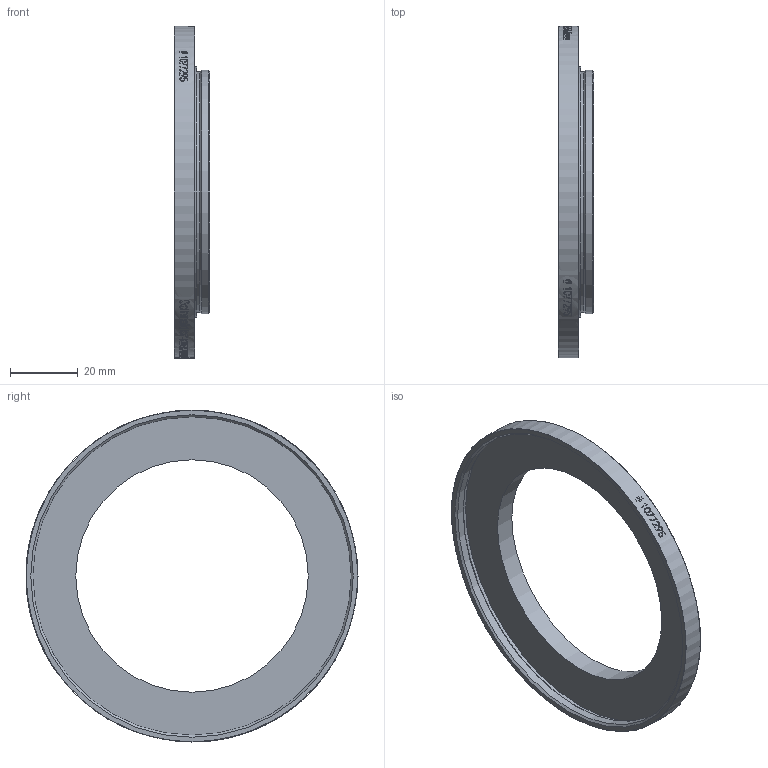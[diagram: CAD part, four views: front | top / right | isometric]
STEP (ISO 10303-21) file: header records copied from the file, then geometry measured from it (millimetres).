
FILE_DESCRIPTION(/* description */ (''),/* implementation_level */ '2;1');
FILE_NAME(/* name */ '1077295_00166529_001.stp',/* time_stamp */ '2022-04-27T14:17:01+02:00',/* author */ (''),/* organization */ (''),/* preprocessor_version */ 'ST-DEVELOPER v16',/* originating_system */ 'SIEMENS PLM Software NX 10.0',/* authorisation */ '');
FILE_SCHEMA (('AP203_CONFIGURATION_CONTROLLED_3D_DESIGN_OF_MECHANICAL_PARTS_AND_ASSEMBLIES_MIM_LF { 1 0 10303 403 2 1 2}'));
Length unit declared in the file: millimetre
Products named in the file (1): Froe4BBCDF7Azg1a
Bounding box: 10.5 x 98 x 98 mm (x, y, z)
Volume: 9858.2 mm3; surface area: 15258.9 mm2
Topology: 1 solids, 2 shells, 88 faces, 466 edges, 454 vertices
Faces by surface type: cylinder 79, plane 5, cone 4
Full cylindrical faces by diameter (mm): 68.6 x1, 71 x1, 72 x1, 74 x1, 94 x1, 95.2 x1, 98 x2
Entity records: 6383 total; most frequent: CARTESIAN_POINT 3166, ORIENTED_EDGE 906, VERTEX_POINT 454, EDGE_CURVE 454, B_SPLINE_CURVE_WITH_KNOTS 436, DIRECTION 214, EDGE_LOOP 176, FACE_BOUND 122
